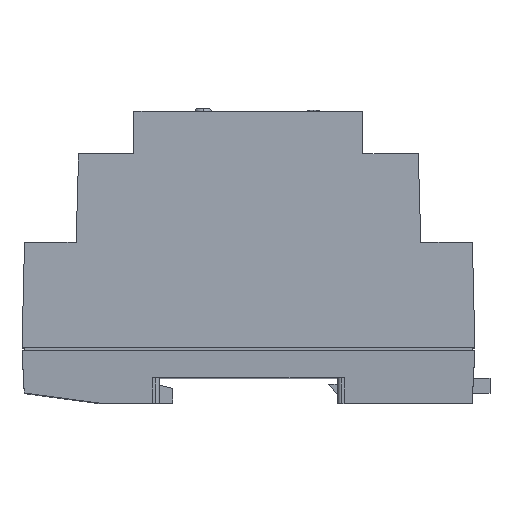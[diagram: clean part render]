
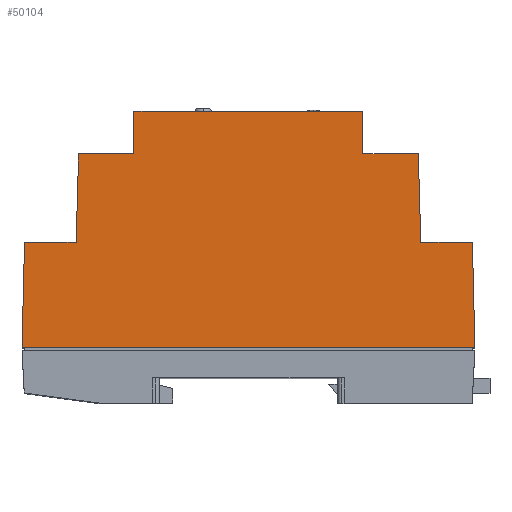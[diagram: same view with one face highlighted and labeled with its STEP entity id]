
A CAD part, top view. The second image highlights one B-rep face of the part: STEP entity #50104.
In plain terms, the highlighted planar face has unit normal (0, 0, 1).
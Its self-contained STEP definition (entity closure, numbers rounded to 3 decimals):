
#19 = AXIS2_PLACEMENT_3D ( 'NONE', #27785, #37911, #10119 ) ;
#515 = EDGE_CURVE ( 'NONE', #46930, #22767, #49504, .T. ) ;
#1102 = ORIENTED_EDGE ( 'NONE', *, *, #24671, .F. ) ;
#1135 = EDGE_CURVE ( 'NONE', #22767, #21295, #16011, .T. ) ;
#3537 = EDGE_CURVE ( 'NONE', #50848, #56660, #6835, .T. ) ;
#3821 = CARTESIAN_POINT ( 'NONE',  ( 45., 0., 0. ) ) ;
#4408 = DIRECTION ( 'NONE',  ( 0., 1., 0. ) ) ;
#4672 = ORIENTED_EDGE ( 'NONE', *, *, #17153, .T. ) ;
#5088 = DIRECTION ( 'NONE',  ( -1., 0., 0. ) ) ;
#5955 = CARTESIAN_POINT ( 'NONE',  ( -33.75, 38.5, 0. ) ) ;
#6540 = VECTOR ( 'NONE', #43864, 1000. ) ;
#6835 = LINE ( 'NONE', #14868, #17730 ) ;
#8710 = CARTESIAN_POINT ( 'NONE',  ( 33.75, 38.5, 0. ) ) ;
#9932 = CARTESIAN_POINT ( 'NONE',  ( 44.5, 21., 0. ) ) ;
#10119 = DIRECTION ( 'NONE',  ( -1., 0., 0. ) ) ;
#11227 = CARTESIAN_POINT ( 'NONE',  ( -22.75, 38.5, 0. ) ) ;
#11418 = CARTESIAN_POINT ( 'NONE',  ( 0., 47., 0. ) ) ;
#12000 = ORIENTED_EDGE ( 'NONE', *, *, #17279, .F. ) ;
#12011 = VECTOR ( 'NONE', #42438, 1000. ) ;
#12377 = LINE ( 'NONE', #45927, #47915 ) ;
#12398 = CARTESIAN_POINT ( 'NONE',  ( 22.75, 38.5, 0. ) ) ;
#13494 = DIRECTION ( 'NONE',  ( 1., 0., 0. ) ) ;
#13915 = LINE ( 'NONE', #34418, #26247 ) ;
#14564 = VECTOR ( 'NONE', #5088, 1000. ) ;
#14868 = CARTESIAN_POINT ( 'NONE',  ( -33.75, 38.5, 0. ) ) ;
#14919 = VECTOR ( 'NONE', #4408, 1000. ) ;
#14977 = EDGE_CURVE ( 'NONE', #51988, #46930, #46100, .T. ) ;
#15487 = CARTESIAN_POINT ( 'NONE',  ( 45., 0., 0. ) ) ;
#15738 = ORIENTED_EDGE ( 'NONE', *, *, #55102, .T. ) ;
#15892 = DIRECTION ( 'NONE',  ( 0., 1., 0. ) ) ;
#16011 = LINE ( 'NONE', #33125, #14564 ) ;
#17153 = EDGE_CURVE ( 'NONE', #41251, #51988, #55358, .T. ) ;
#17279 = EDGE_CURVE ( 'NONE', #56660, #39228, #29268, .T. ) ;
#17528 = ORIENTED_EDGE ( 'NONE', *, *, #41907, .F. ) ;
#17730 = VECTOR ( 'NONE', #42675, 1000. ) ;
#19790 = VECTOR ( 'NONE', #47926, 1000. ) ;
#20058 = CARTESIAN_POINT ( 'NONE',  ( 34.25, 21., 0. ) ) ;
#20590 = EDGE_CURVE ( 'NONE', #52719, #50848, #13915, .T. ) ;
#20965 = DIRECTION ( 'NONE',  ( 1., 0., 0. ) ) ;
#21295 = VERTEX_POINT ( 'NONE', #12398 ) ;
#22107 = ORIENTED_EDGE ( 'NONE', *, *, #3537, .F. ) ;
#22139 = DIRECTION ( 'NONE',  ( -0.029, 1., 0. ) ) ;
#22368 = EDGE_CURVE ( 'NONE', #58571, #41251, #12377, .T. ) ;
#22560 = EDGE_CURVE ( 'NONE', #44430, #39228, #37759, .T. ) ;
#22767 = VERTEX_POINT ( 'NONE', #8710 ) ;
#23799 = FACE_OUTER_BOUND ( 'NONE', #53830, .T. ) ;
#23998 = CARTESIAN_POINT ( 'NONE',  ( -22.75, 47., 0. ) ) ;
#24671 = EDGE_CURVE ( 'NONE', #58571, #59529, #28837, .T. ) ;
#25812 = CARTESIAN_POINT ( 'NONE',  ( -44.5, 21., 0. ) ) ;
#26247 = VECTOR ( 'NONE', #39034, 1000. ) ;
#27340 = DIRECTION ( 'NONE',  ( 0.024, 1., 0. ) ) ;
#27785 = CARTESIAN_POINT ( 'NONE',  ( 0., 47., 0. ) ) ;
#28837 = LINE ( 'NONE', #36696, #39699 ) ;
#29268 = LINE ( 'NONE', #11227, #53887 ) ;
#31861 = CARTESIAN_POINT ( 'NONE',  ( -22.75, 38.5, 0. ) ) ;
#33125 = CARTESIAN_POINT ( 'NONE',  ( 33.75, 38.5, 0. ) ) ;
#33433 = ORIENTED_EDGE ( 'NONE', *, *, #22560, .T. ) ;
#33684 = LINE ( 'NONE', #25812, #56881 ) ;
#33844 = CARTESIAN_POINT ( 'NONE',  ( 44.5, 21., 0. ) ) ;
#34016 = ORIENTED_EDGE ( 'NONE', *, *, #22368, .T. ) ;
#34418 = CARTESIAN_POINT ( 'NONE',  ( -34.25, 21., 0. ) ) ;
#35338 = CARTESIAN_POINT ( 'NONE',  ( -45., 0., 0. ) ) ;
#36696 = CARTESIAN_POINT ( 'NONE',  ( -45., 0., 0. ) ) ;
#37126 = CARTESIAN_POINT ( 'NONE',  ( 22.75, 38.5, 0. ) ) ;
#37209 = VECTOR ( 'NONE', #22139, 1000. ) ;
#37759 = LINE ( 'NONE', #11418, #6540 ) ;
#37911 = DIRECTION ( 'NONE',  ( 0., 0., -1. ) ) ;
#38002 = ORIENTED_EDGE ( 'NONE', *, *, #515, .T. ) ;
#39034 = DIRECTION ( 'NONE',  ( 0.029, 1., 0. ) ) ;
#39228 = VERTEX_POINT ( 'NONE', #23998 ) ;
#39699 = VECTOR ( 'NONE', #27340, 1000. ) ;
#40586 = CARTESIAN_POINT ( 'NONE',  ( 34.25, 21., 0. ) ) ;
#41251 = VERTEX_POINT ( 'NONE', #3821 ) ;
#41907 = EDGE_CURVE ( 'NONE', #59529, #52719, #33684, .T. ) ;
#42438 = DIRECTION ( 'NONE',  ( -1., 0., 0. ) ) ;
#42675 = DIRECTION ( 'NONE',  ( 1., 0., 0. ) ) ;
#42762 = ORIENTED_EDGE ( 'NONE', *, *, #14977, .T. ) ;
#43864 = DIRECTION ( 'NONE',  ( -1., 0., 0. ) ) ;
#44430 = VERTEX_POINT ( 'NONE', #47713 ) ;
#45927 = CARTESIAN_POINT ( 'NONE',  ( 0., 0., 0. ) ) ;
#46100 = LINE ( 'NONE', #9932, #12011 ) ;
#46830 = CARTESIAN_POINT ( 'NONE',  ( -34.25, 21., 0. ) ) ;
#46930 = VERTEX_POINT ( 'NONE', #20058 ) ;
#47135 = CARTESIAN_POINT ( 'NONE',  ( -44.5, 21., 0. ) ) ;
#47713 = CARTESIAN_POINT ( 'NONE',  ( 22.75, 47., 0. ) ) ;
#47915 = VECTOR ( 'NONE', #13494, 1000. ) ;
#47926 = DIRECTION ( 'NONE',  ( -0.024, 1., 0. ) ) ;
#48696 = ORIENTED_EDGE ( 'NONE', *, *, #1135, .T. ) ;
#49504 = LINE ( 'NONE', #40586, #37209 ) ;
#50104 = ADVANCED_FACE ( 'NONE', ( #23799 ), #56371, .F. ) ;
#50434 = LINE ( 'NONE', #37126, #14919 ) ;
#50848 = VERTEX_POINT ( 'NONE', #5955 ) ;
#51988 = VERTEX_POINT ( 'NONE', #33844 ) ;
#52719 = VERTEX_POINT ( 'NONE', #46830 ) ;
#53830 = EDGE_LOOP ( 'NONE', ( #33433, #12000, #22107, #60094, #17528, #1102, #34016, #4672, #42762, #38002, #48696, #15738 ) ) ;
#53887 = VECTOR ( 'NONE', #15892, 1000. ) ;
#55102 = EDGE_CURVE ( 'NONE', #21295, #44430, #50434, .T. ) ;
#55358 = LINE ( 'NONE', #15487, #19790 ) ;
#56371 = PLANE ( 'NONE',  #19 ) ;
#56660 = VERTEX_POINT ( 'NONE', #31861 ) ;
#56881 = VECTOR ( 'NONE', #20965, 1000. ) ;
#58571 = VERTEX_POINT ( 'NONE', #35338 ) ;
#59529 = VERTEX_POINT ( 'NONE', #47135 ) ;
#60094 = ORIENTED_EDGE ( 'NONE', *, *, #20590, .F. ) ;
